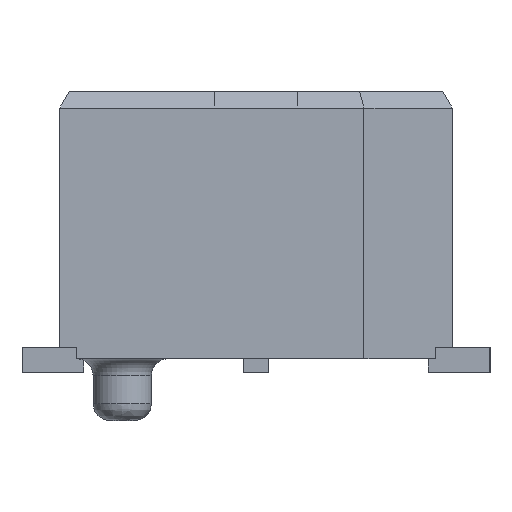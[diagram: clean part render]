
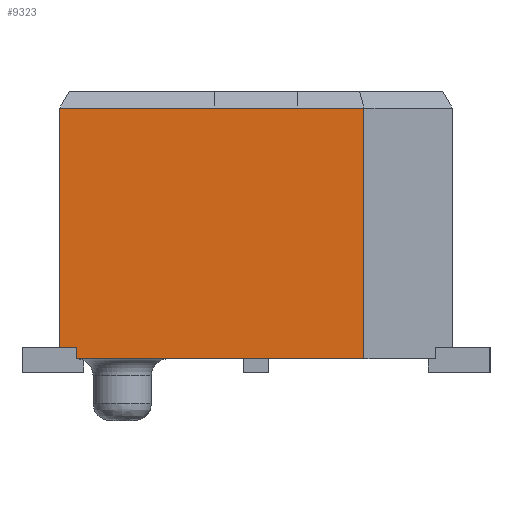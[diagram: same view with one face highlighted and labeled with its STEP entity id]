
A CAD part, left-side view. The second image highlights one B-rep face of the part: STEP entity #9323.
In plain terms, the highlighted planar face has unit normal (-1, 0, 0).
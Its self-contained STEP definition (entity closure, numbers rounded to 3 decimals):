
#519=FACE_OUTER_BOUND('',#1076,.T.);
#1076=EDGE_LOOP('',(#7448,#7449,#7450,#7451,#7452,#7453));
#2079=LINE('',#14197,#3329);
#2082=LINE('',#14204,#3332);
#2085=LINE('',#14211,#3335);
#2086=LINE('',#14212,#3336);
#2087=LINE('',#14214,#3337);
#2088=LINE('',#14215,#3338);
#3329=VECTOR('',#11638,1.);
#3332=VECTOR('',#11643,1.);
#3335=VECTOR('',#11648,1.);
#3336=VECTOR('',#11649,1.);
#3337=VECTOR('',#11650,1.);
#3338=VECTOR('',#11651,1.);
#4321=VERTEX_POINT('',#14187);
#4324=VERTEX_POINT('',#14195);
#4327=VERTEX_POINT('',#14203);
#4329=VERTEX_POINT('',#14209);
#4330=VERTEX_POINT('',#14210);
#4331=VERTEX_POINT('',#14213);
#5421=EDGE_CURVE('',#4324,#4321,#2079,.T.);
#5424=EDGE_CURVE('',#4327,#4321,#2082,.T.);
#5427=EDGE_CURVE('',#4329,#4330,#2085,.T.);
#5428=EDGE_CURVE('',#4330,#4327,#2086,.T.);
#5429=EDGE_CURVE('',#4331,#4324,#2087,.T.);
#5430=EDGE_CURVE('',#4331,#4329,#2088,.T.);
#7448=ORIENTED_EDGE('',*,*,#5427,.T.);
#7449=ORIENTED_EDGE('',*,*,#5428,.T.);
#7450=ORIENTED_EDGE('',*,*,#5424,.T.);
#7451=ORIENTED_EDGE('',*,*,#5421,.F.);
#7452=ORIENTED_EDGE('',*,*,#5429,.F.);
#7453=ORIENTED_EDGE('',*,*,#5430,.T.);
#8772=PLANE('',#9944);
#9323=ADVANCED_FACE('',(#519),#8772,.T.);
#9944=AXIS2_PLACEMENT_3D('',#14208,#11646,#11647);
#11638=DIRECTION('',(0.,-1.,0.));
#11643=DIRECTION('',(0.,0.,1.));
#11646=DIRECTION('center_axis',(-1.,0.,0.));
#11647=DIRECTION('ref_axis',(0.,0.,-1.));
#11648=DIRECTION('',(0.,0.,-1.));
#11649=DIRECTION('',(0.,-1.,0.));
#11650=DIRECTION('',(0.,0.,1.));
#11651=DIRECTION('',(0.,-1.,0.));
#14187=CARTESIAN_POINT('',(-29.984,-1.639,4.016));
#14195=CARTESIAN_POINT('',(-29.984,2.982,4.016));
#14197=CARTESIAN_POINT('',(-29.984,-0.802,4.016));
#14203=CARTESIAN_POINT('',(-29.984,-1.639,0.209));
#14204=CARTESIAN_POINT('',(-29.984,-1.639,0.209));
#14208=CARTESIAN_POINT('Origin',(-29.984,-1.639,0.209));
#14209=CARTESIAN_POINT('',(-29.984,2.728,0.387));
#14210=CARTESIAN_POINT('',(-29.984,2.728,0.209));
#14211=CARTESIAN_POINT('',(-29.984,2.728,0.254));
#14212=CARTESIAN_POINT('',(-29.984,2.982,0.209));
#14213=CARTESIAN_POINT('',(-29.984,2.982,0.387));
#14214=CARTESIAN_POINT('',(-29.984,2.982,0.209));
#14215=CARTESIAN_POINT('',(-29.984,0.608,0.387));
